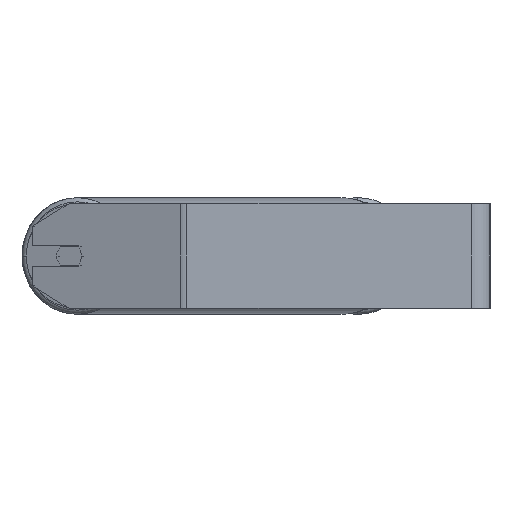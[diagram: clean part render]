
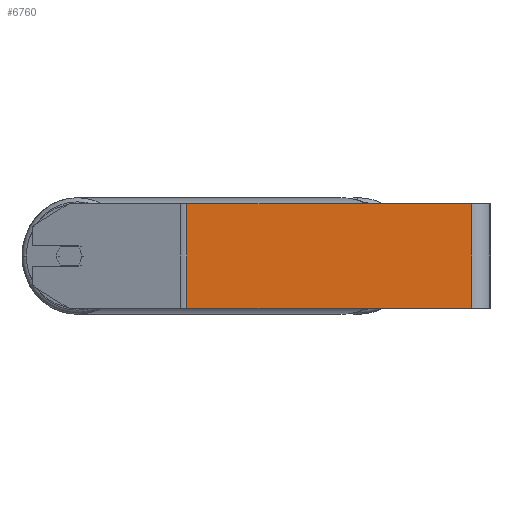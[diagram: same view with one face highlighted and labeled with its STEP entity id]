
A CAD part, left-side view. The second image highlights one B-rep face of the part: STEP entity #6760.
In plain terms, the highlighted planar face has unit normal (-1, 0, 0).
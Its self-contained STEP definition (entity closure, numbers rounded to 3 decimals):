
#147 = PLANE ( 'NONE',  #5595 ) ;
#315 = LINE ( 'NONE', #3588, #8264 ) ;
#335 = ORIENTED_EDGE ( 'NONE', *, *, #1971, .T. ) ;
#366 = CARTESIAN_POINT ( 'NONE',  ( -945., 231.112, 40. ) ) ;
#420 = CARTESIAN_POINT ( 'NONE',  ( -945., 233.581, -40. ) ) ;
#438 = VERTEX_POINT ( 'NONE', #366 ) ;
#457 = DIRECTION ( 'NONE',  ( 0., -1., 0. ) ) ;
#460 = VECTOR ( 'NONE', #1071, 1000. ) ;
#917 = VECTOR ( 'NONE', #1832, 1000. ) ;
#932 = DIRECTION ( 'NONE',  ( 0., -1., 0. ) ) ;
#988 = VERTEX_POINT ( 'NONE', #8718 ) ;
#1071 = DIRECTION ( 'NONE',  ( 0., 0., -1. ) ) ;
#1420 = VERTEX_POINT ( 'NONE', #5405 ) ;
#1626 = LINE ( 'NONE', #8398, #917 ) ;
#1832 = DIRECTION ( 'NONE',  ( 0., 0., -1. ) ) ;
#1971 = EDGE_CURVE ( 'NONE', #988, #3571, #4534, .T. ) ;
#2270 = CARTESIAN_POINT ( 'NONE',  ( -945., 233.581, 40. ) ) ;
#2468 = EDGE_CURVE ( 'NONE', #438, #988, #3848, .T. ) ;
#3113 = ORIENTED_EDGE ( 'NONE', *, *, #5107, .F. ) ;
#3426 = VECTOR ( 'NONE', #457, 1000. ) ;
#3462 = FACE_OUTER_BOUND ( 'NONE', #5069, .T. ) ;
#3507 = DIRECTION ( 'NONE',  ( 1., 0., 0. ) ) ;
#3571 = VERTEX_POINT ( 'NONE', #8385 ) ;
#3588 = CARTESIAN_POINT ( 'NONE',  ( -945., 233.581, 40. ) ) ;
#3591 = DIRECTION ( 'NONE',  ( 0., 0., -1. ) ) ;
#3653 = ORIENTED_EDGE ( 'NONE', *, *, #2468, .T. ) ;
#3848 = LINE ( 'NONE', #5938, #460 ) ;
#4534 = LINE ( 'NONE', #420, #3426 ) ;
#4619 = ORIENTED_EDGE ( 'NONE', *, *, #6101, .F. ) ;
#5069 = EDGE_LOOP ( 'NONE', ( #335, #4619, #3113, #3653 ) ) ;
#5107 = EDGE_CURVE ( 'NONE', #438, #1420, #315, .T. ) ;
#5405 = CARTESIAN_POINT ( 'NONE',  ( -945., 14., 40. ) ) ;
#5595 = AXIS2_PLACEMENT_3D ( 'NONE', #2270, #3507, #3591 ) ;
#5938 = CARTESIAN_POINT ( 'NONE',  ( -945., 231.112, 40. ) ) ;
#6101 = EDGE_CURVE ( 'NONE', #1420, #3571, #1626, .T. ) ;
#6760 = ADVANCED_FACE ( 'NONE', ( #3462 ), #147, .F. ) ;
#8264 = VECTOR ( 'NONE', #932, 1000. ) ;
#8385 = CARTESIAN_POINT ( 'NONE',  ( -945., 14., -40. ) ) ;
#8398 = CARTESIAN_POINT ( 'NONE',  ( -945., 14., 40. ) ) ;
#8718 = CARTESIAN_POINT ( 'NONE',  ( -945., 231.112, -40. ) ) ;
